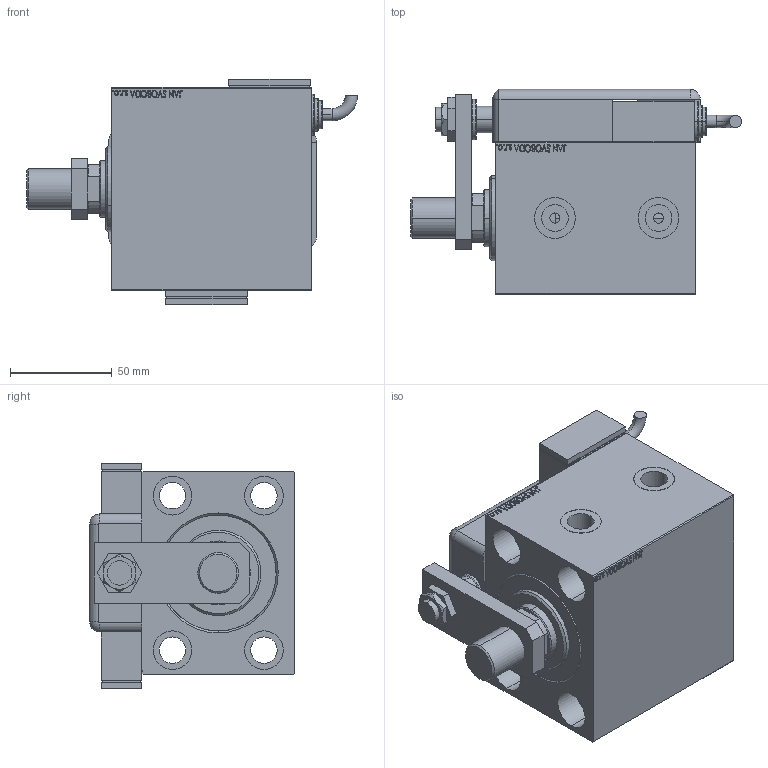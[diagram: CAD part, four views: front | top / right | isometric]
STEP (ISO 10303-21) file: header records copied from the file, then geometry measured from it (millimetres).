
FILE_DESCRIPTION (( 'STEP AP203' ), '1' );
FILE_NAME ('49e4.STEP', '2022-04-17T13:23:55', ( '' ), ( '' ), 'SwSTEP 2.0', 'SolidWorks 2019', '' );
FILE_SCHEMA (( 'CONFIG_CONTROL_DESIGN' ));
Length unit declared in the file: millimetre
Products named in the file (14): 49e4; ZARAZKA_Q 846a503409bbbb92fb4b8e7da0d17fb8; SWITCH_Q_FRONT_BACK 846a503409bbbb92fb4b8e7da0d17fb8; NUT_D19 846a503409bbbb92fb4b8e7da0d17fb8; NUT_D13 846a503409bbbb92fb4b8e7da0d17fb8; KRYT 846a503409bbbb92fb4b8e7da0d17fb8; V450CM_C_Body 846a503409bbbb92fb4b8e7da0d17fb8; TYC 846a503409bbbb92fb4b8e7da0d17fb8; MAGNETIC SWITCH Q 846a503409bbbb92fb4b8e7da0d17fb8; SWITCH DIM A_G 846a503409bbbb92fb4b8e7da0d17fb8; V450CM_MALE_METRIC 846a503409bbbb92fb4b8e7da0d17fb8; V450CM_VC_B 846a503409bbbb92fb4b8e7da0d17fb8; SWITCH Q 846a503409bbbb92fb4b8e7da0d17fb8; V450CM_C_VCP 846a503409bbbb92fb4b8e7da0d17fb8
Assembly tree (14 placements, depth 3):
  49e4
    V450CM_C_Body 846a503409bbbb92fb4b8e7da0d17fb8
    V450CM_C_VCP 846a503409bbbb92fb4b8e7da0d17fb8
    V450CM_VC_B 846a503409bbbb92fb4b8e7da0d17fb8
    V450CM_MALE_METRIC 846a503409bbbb92fb4b8e7da0d17fb8
    MAGNETIC SWITCH Q 846a503409bbbb92fb4b8e7da0d17fb8
      SWITCH_Q_FRONT_BACK 846a503409bbbb92fb4b8e7da0d17fb8
      TYC 846a503409bbbb92fb4b8e7da0d17fb8
      ZARAZKA_Q 846a503409bbbb92fb4b8e7da0d17fb8
      SWITCH DIM A_G 846a503409bbbb92fb4b8e7da0d17fb8
      NUT_D19 846a503409bbbb92fb4b8e7da0d17fb8
      NUT_D13 846a503409bbbb92fb4b8e7da0d17fb8
      KRYT 846a503409bbbb92fb4b8e7da0d17fb8
      SWITCH Q 846a503409bbbb92fb4b8e7da0d17fb8  x2
Bounding box: 162.76 x 100.8 x 111 mm (x, y, z)
Volume: 777845.8 mm3; surface area: 167113.5 mm2
Topology: 14 solids, 14 shells, 1280 faces, 3238 edges, 2135 vertices
Faces by surface type: plane 624, bspline 471, cylinder 133, cone 26, torus 24, sphere 2
Entity records: 60970 total; most frequent: CARTESIAN_POINT 32492, ORIENTED_EDGE 6280, DIRECTION 4050, EDGE_CURVE 3140, VERTEX_POINT 2075, LINE 1852, VECTOR 1852, EDGE_LOOP 1421
